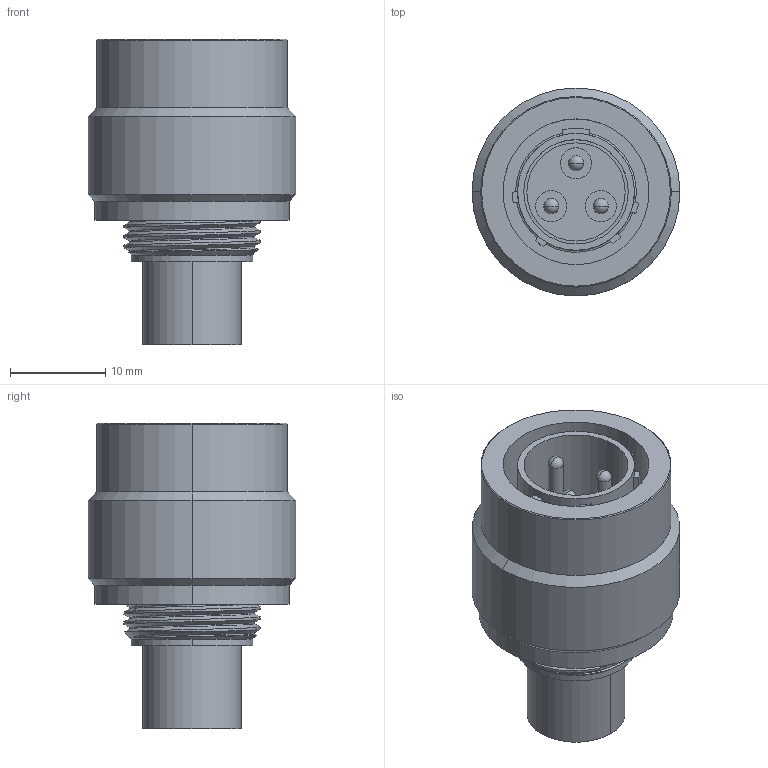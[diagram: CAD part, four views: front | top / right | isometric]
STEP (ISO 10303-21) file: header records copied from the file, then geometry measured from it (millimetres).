
FILE_DESCRIPTION((''),'2;1');
FILE_NAME('UT06103P-CAT_SW_ASM','2010-12-07T',('Gsineau'),(''),'PRO/ENGINEER BY PARAMETRIC TECHNOLOGY CORPORATION, 2010140','PRO/ENGINEER BY PARAMETRIC TECHNOLOGY CORPORATION, 2010140','');
FILE_SCHEMA(('CONFIG_CONTROL_DESIGN'));
Length unit declared in the file: inch
Products named in the file (1): UT06103P-CAT_SW_ASM
Bounding box: 21.8 x 21.8 x 32.05 mm (x, y, z)
Volume: 5434.5 mm3; surface area: 5439.1 mm2
Topology: 1 solids, 1 shells, 122 faces, 289 edges, 181 vertices
Faces by surface type: cylinder 59, plane 32, cone 10, torus 9, sphere 6, bspline 6
Entity records: 5875 total; most frequent: CARTESIAN_POINT 3034, DIRECTION 601, ORIENTED_EDGE 566, EDGE_CURVE 283, AXIS2_PLACEMENT_3D 248, VERTEX_POINT 181, EDGE_LOOP 140, CIRCLE 131
